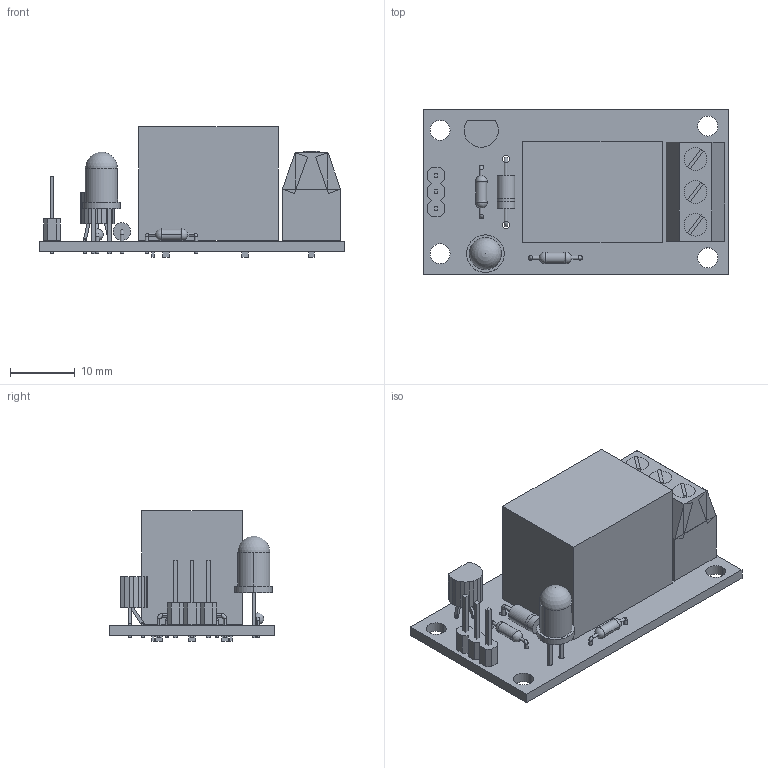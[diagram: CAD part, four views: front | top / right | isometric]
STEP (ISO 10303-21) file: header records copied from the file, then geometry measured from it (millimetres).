
FILE_DESCRIPTION (( 'STEP AP214' ), '1' );
FILE_NAME ('NEW', '', ( '' ), ( '' ), 'STEP 3.0', 'TARGET 3001!', '' );
FILE_SCHEMA (( 'AUTOMOTIVE_DESIGN' ));
Length unit declared in the file: millimetre
Products named in the file (19): Board; Copper_Sig$1; Copper_Sig$2; Copper_Sig$3; Copper_Sig$4; Copper_Sig$5; Copper_Sig$6; Copper_Sig$7; Copper_Sig$8; Copper_Sig$13; Copper_; RE1; J1; T1; J2; D1; R2; D2; R1
Bounding box: 46.99 x 25.4 x 20.1 mm (x, y, z)
Volume: 10020.3 mm3; surface area: 7751.9 mm2
Topology: 77 solids, 77 shells, 676 faces, 1596 edges, 1064 vertices
Faces by surface type: plane 504, cylinder 161, torus 6, sphere 5
Entity records: 15825 total; most frequent: ORIENTED_EDGE 3150, DIRECTION 1954, EDGE_CURVE 1575, CARTESIAN_POINT 1277, LINE 1241, VECTOR 1170, VERTEX_POINT 1054, EDGE_LOOP 773
